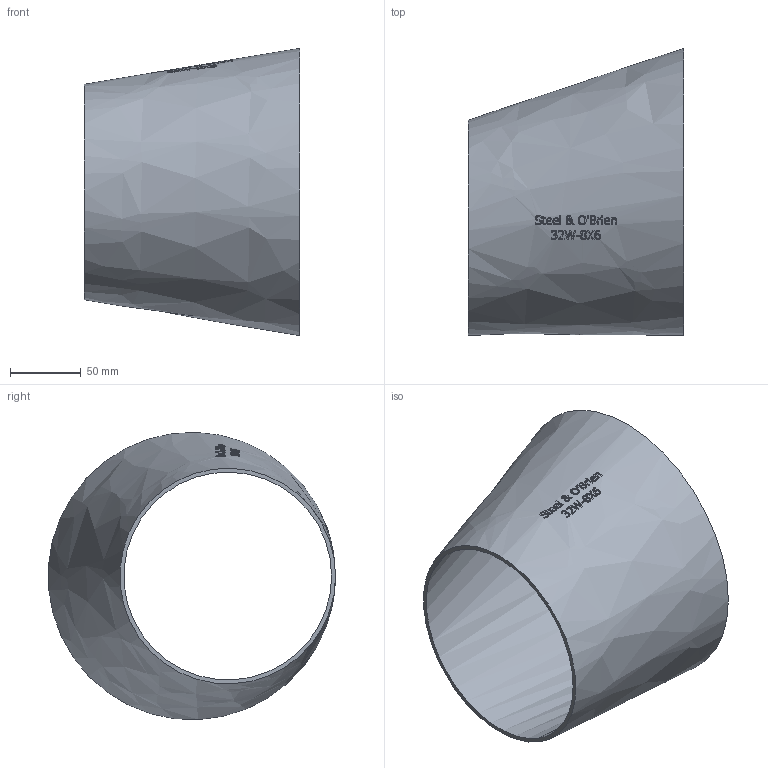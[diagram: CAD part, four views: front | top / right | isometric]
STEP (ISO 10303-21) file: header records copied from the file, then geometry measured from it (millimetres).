
FILE_DESCRIPTION(/* description */ (''),/* implementation_level */ '2;1');
FILE_NAME(/* name */ '32W-8X6.stp',/* time_stamp */ '2019-07-31T11:20:44-04:00',/* author */ ('rick'),/* organization */ (''),/* preprocessor_version */ 'ST-DEVELOPER v15.2',/* originating_system */ 'Autodesk Inventor 2014',/* authorisation */ '');
FILE_SCHEMA (('AUTOMOTIVE_DESIGN { 1 0 10303 214 3 1 1 }'));
Length unit declared in the file: inch
Products named in the file (1): 32W-8X6
Bounding box: 152.4 x 202.92 x 203.05 mm (x, y, z)
Volume: 231975.2 mm3; surface area: 174136.1 mm2
Topology: 1 solids, 1 shells, 353 faces, 970 edges, 648 vertices
Faces by surface type: bspline 224, plane 129
Entity records: 15093 total; most frequent: CARTESIAN_POINT 7809, ORIENTED_EDGE 1940, EDGE_CURVE 970, DIRECTION 745, VERTEX_POINT 648, B_SPLINE_CURVE_WITH_KNOTS 517, EDGE_LOOP 384, ADVANCED_FACE 353
